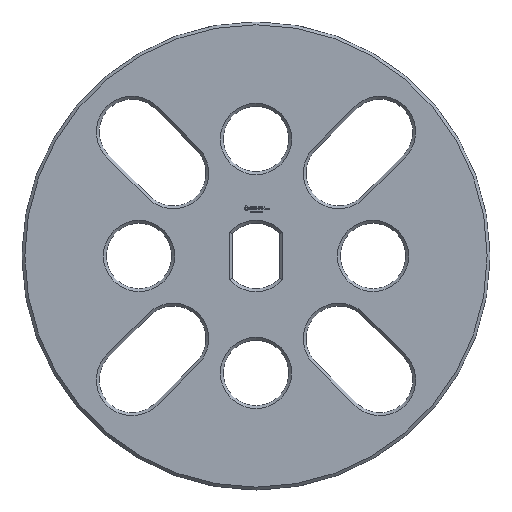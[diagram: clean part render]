
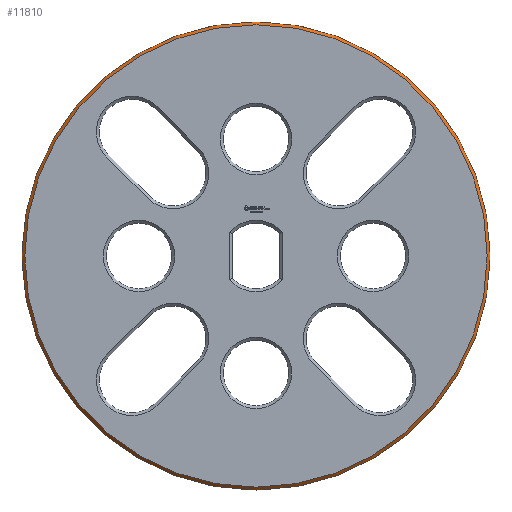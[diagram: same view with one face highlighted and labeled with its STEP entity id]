
A CAD part, top view. The second image highlights one B-rep face of the part: STEP entity #11810.
In plain terms, the highlighted conical face has half-angle 45 degrees and reference radius 25 mm.
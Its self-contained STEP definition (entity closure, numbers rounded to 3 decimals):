
#21 = EDGE_CURVE('',#22,#22,#24,.T.);
#22 = VERTEX_POINT('',#23);
#23 = CARTESIAN_POINT('',(24.7,0.,3.125));
#24 = SURFACE_CURVE('',#25,(#30,#42),.PCURVE_S1.);
#25 = CIRCLE('',#26,24.7);
#26 = AXIS2_PLACEMENT_3D('',#27,#28,#29);
#27 = CARTESIAN_POINT('',(0.,0.,3.125));
#28 = DIRECTION('',(0.,0.,-1.));
#29 = DIRECTION('',(1.,0.,0.));
#30 = PCURVE('',#31,#36);
#31 = PLANE('',#32);
#32 = AXIS2_PLACEMENT_3D('',#33,#34,#35);
#33 = CARTESIAN_POINT('',(0.,0.,3.125));
#34 = DIRECTION('',(0.,0.,-1.));
#35 = DIRECTION('',(1.,0.,0.));
#36 = DEFINITIONAL_REPRESENTATION('',(#37),#41);
#37 = CIRCLE('',#38,24.7);
#38 = AXIS2_PLACEMENT_2D('',#39,#40);
#39 = CARTESIAN_POINT('',(0.,0.));
#40 = DIRECTION('',(1.,0.));
#41 = ( GEOMETRIC_REPRESENTATION_CONTEXT(2) 
PARAMETRIC_REPRESENTATION_CONTEXT() REPRESENTATION_CONTEXT('2D SPACE',''
  ) );
#42 = PCURVE('',#43,#48);
#43 = CONICAL_SURFACE('',#44,25.,0.785);
#44 = AXIS2_PLACEMENT_3D('',#45,#46,#47);
#45 = CARTESIAN_POINT('',(0.,0.,2.825));
#46 = DIRECTION('',(0.,0.,-1.));
#47 = DIRECTION('',(1.,0.,0.));
#48 = DEFINITIONAL_REPRESENTATION('',(#49),#53);
#49 = LINE('',#50,#51);
#50 = CARTESIAN_POINT('',(0.,-0.3));
#51 = VECTOR('',#52,1.);
#52 = DIRECTION('',(1.,-0.));
#53 = ( GEOMETRIC_REPRESENTATION_CONTEXT(2) 
PARAMETRIC_REPRESENTATION_CONTEXT() REPRESENTATION_CONTEXT('2D SPACE',''
  ) );
#11810 = ADVANCED_FACE('',(#11811),#43,.T.);
#11811 = FACE_BOUND('',#11812,.F.);
#11812 = EDGE_LOOP('',(#11813,#11842,#11863,#11864));
#11813 = ORIENTED_EDGE('',*,*,#11814,.T.);
#11814 = EDGE_CURVE('',#11815,#11815,#11817,.T.);
#11815 = VERTEX_POINT('',#11816);
#11816 = CARTESIAN_POINT('',(25.,0.,2.825));
#11817 = SURFACE_CURVE('',#11818,(#11823,#11830),.PCURVE_S1.);
#11818 = CIRCLE('',#11819,25.);
#11819 = AXIS2_PLACEMENT_3D('',#11820,#11821,#11822);
#11820 = CARTESIAN_POINT('',(0.,0.,2.825));
#11821 = DIRECTION('',(0.,0.,-1.));
#11822 = DIRECTION('',(1.,0.,0.));
#11823 = PCURVE('',#43,#11824);
#11824 = DEFINITIONAL_REPRESENTATION('',(#11825),#11829);
#11825 = LINE('',#11826,#11827);
#11826 = CARTESIAN_POINT('',(0.,-0.));
#11827 = VECTOR('',#11828,1.);
#11828 = DIRECTION('',(1.,-0.));
#11829 = ( GEOMETRIC_REPRESENTATION_CONTEXT(2) 
PARAMETRIC_REPRESENTATION_CONTEXT() REPRESENTATION_CONTEXT('2D SPACE',''
  ) );
#11830 = PCURVE('',#11831,#11836);
#11831 = CYLINDRICAL_SURFACE('',#11832,25.);
#11832 = AXIS2_PLACEMENT_3D('',#11833,#11834,#11835);
#11833 = CARTESIAN_POINT('',(0.,0.,2.325));
#11834 = DIRECTION('',(0.,0.,1.));
#11835 = DIRECTION('',(1.,0.,0.));
#11836 = DEFINITIONAL_REPRESENTATION('',(#11837),#11841);
#11837 = LINE('',#11838,#11839);
#11838 = CARTESIAN_POINT('',(-0.,0.5));
#11839 = VECTOR('',#11840,1.);
#11840 = DIRECTION('',(-1.,0.));
#11841 = ( GEOMETRIC_REPRESENTATION_CONTEXT(2) 
PARAMETRIC_REPRESENTATION_CONTEXT() REPRESENTATION_CONTEXT('2D SPACE',''
  ) );
#11842 = ORIENTED_EDGE('',*,*,#11843,.T.);
#11843 = EDGE_CURVE('',#11815,#22,#11844,.T.);
#11844 = SEAM_CURVE('',#11845,(#11849,#11856),.PCURVE_S1.);
#11845 = LINE('',#11846,#11847);
#11846 = CARTESIAN_POINT('',(25.,0.,2.825));
#11847 = VECTOR('',#11848,1.);
#11848 = DIRECTION('',(-0.707,0.,
    0.707));
#11849 = PCURVE('',#43,#11850);
#11850 = DEFINITIONAL_REPRESENTATION('',(#11851),#11855);
#11851 = LINE('',#11852,#11853);
#11852 = CARTESIAN_POINT('',(0.,-0.));
#11853 = VECTOR('',#11854,1.);
#11854 = DIRECTION('',(0.,-1.));
#11855 = ( GEOMETRIC_REPRESENTATION_CONTEXT(2) 
PARAMETRIC_REPRESENTATION_CONTEXT() REPRESENTATION_CONTEXT('2D SPACE',''
  ) );
#11856 = PCURVE('',#43,#11857);
#11857 = DEFINITIONAL_REPRESENTATION('',(#11858),#11862);
#11858 = LINE('',#11859,#11860);
#11859 = CARTESIAN_POINT('',(6.283,-0.));
#11860 = VECTOR('',#11861,1.);
#11861 = DIRECTION('',(0.,-1.));
#11862 = ( GEOMETRIC_REPRESENTATION_CONTEXT(2) 
PARAMETRIC_REPRESENTATION_CONTEXT() REPRESENTATION_CONTEXT('2D SPACE',''
  ) );
#11863 = ORIENTED_EDGE('',*,*,#21,.F.);
#11864 = ORIENTED_EDGE('',*,*,#11843,.F.);
